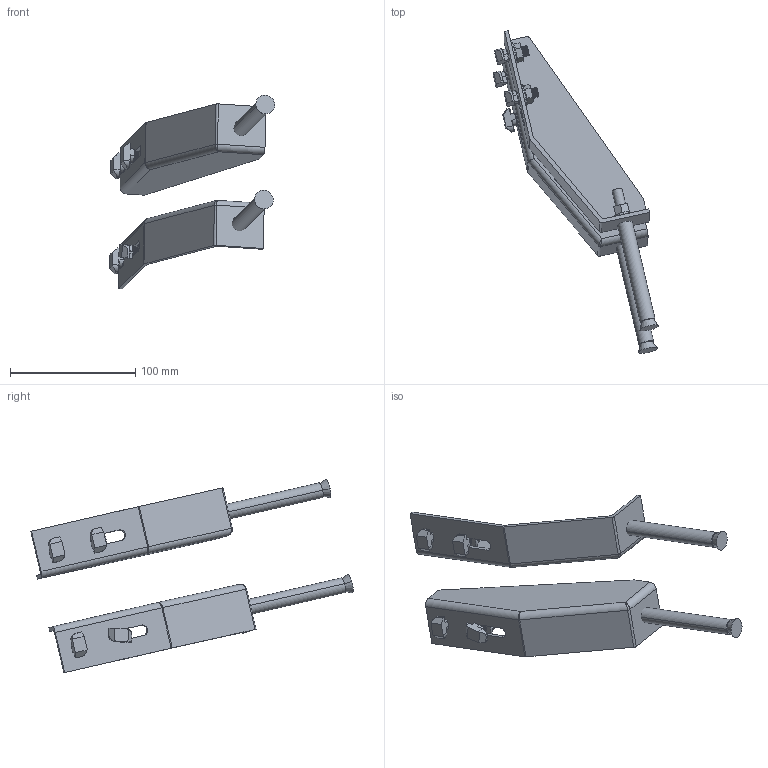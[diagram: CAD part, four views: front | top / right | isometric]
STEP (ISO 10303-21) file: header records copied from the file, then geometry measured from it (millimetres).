
FILE_DESCRIPTION (( 'STEP AP203' ), '1' );
FILE_NAME ('5.51.P.ST.STEP', '2014-05-20T06:12:48', ( 'USER' ), ( 'Microsoft' ), 'SwSTEP 2.0', 'SolidWorks 2012', '' );
FILE_SCHEMA (( 'CONFIG_CONTROL_DESIGN' ));
Length unit declared in the file: millimetre
Products named in the file (8): 5.51.P.ST; 5.51.L.ST; 5.51.L; 5.51.R.ST; Hexagon nuts with flange GB_GB_HEXAGON_TYPE12 M8-N; 2.41.10.20; 5.51.R; 壩梠蹟邡M8X100
Assembly tree (14 placements, depth 3):
  5.51.P.ST
    5.51.R.ST
      壩梠蹟邡M8X100
      5.51.R
      2.41.10.20  x2
      Hexagon nuts with flange GB_GB_HEXAGON_TYPE12 M8-N  x2
    5.51.L.ST
      5.51.L
      壩梠蹟邡M8X100
      2.41.10.20  x2
      Hexagon nuts with flange GB_GB_HEXAGON_TYPE12 M8-N  x2
Bounding box: 131.98 x 257.46 x 154.76 mm (x, y, z)
Volume: 124211 mm3; surface area: 81131.4 mm2
Topology: 12 solids, 12 shells, 553 faces, 1385 edges, 870 vertices
Faces by surface type: plane 258, cylinder 179, cone 72, bspline 36, torus 8
Entity records: 8359 total; most frequent: CARTESIAN_POINT 2778, ORIENTED_EDGE 992, DIRECTION 912, EDGE_CURVE 496, AXIS2_PLACEMENT_3D 324, VERTEX_POINT 312, LINE 264, VECTOR 264
